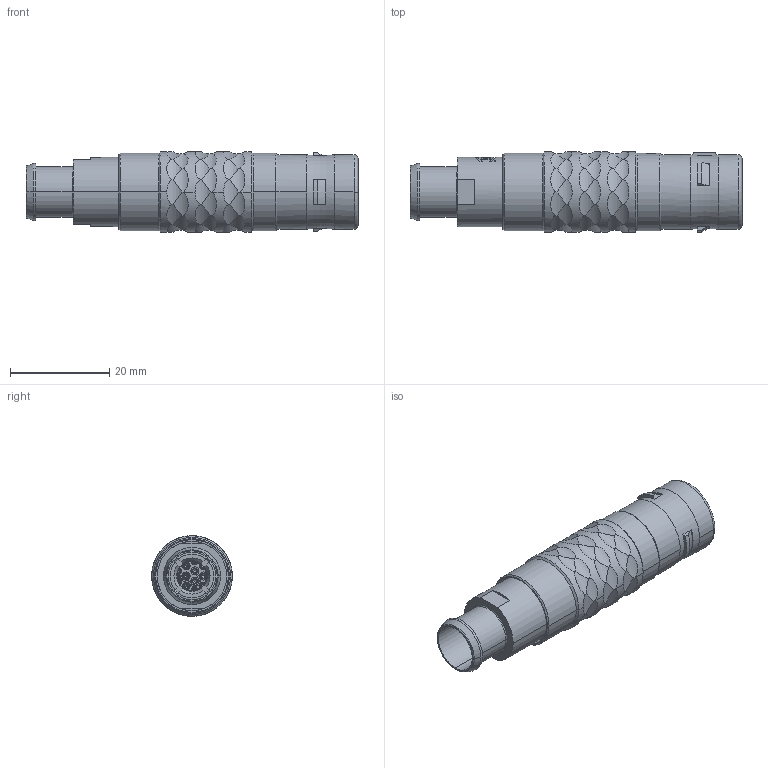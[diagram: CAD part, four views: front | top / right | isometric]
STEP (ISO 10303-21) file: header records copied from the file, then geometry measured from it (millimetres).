
FILE_DESCRIPTION((''),'2;1');
FILE_NAME('Z10226861_TEST_MBKHP_MBKHP','2021-11-08T07:04:18',('MSchildhauer'),(''),'CREO PARAMETRIC BY PTC INC, 2020184','CREO PARAMETRIC BY PTC INC, 2020184','');
FILE_SCHEMA(('AP242_MANAGED_MODEL_BASED_3D_ENGINEERING_MIM_LF { 1 0 10303 442 1 1 4 }'));
Length unit declared in the file: millimetre
Products named in the file (1): Z10226861_TEST_MBKHP_MBKHP
Bounding box: 66.76 x 16.2 x 16.2 mm (x, y, z)
Volume: 7839.1 mm3; surface area: 7482.1 mm2
Topology: 1 solids, 2 shells, 880 faces, 2312 edges, 1426 vertices
Faces by surface type: cylinder 396, cone 187, plane 132, torus 55, bspline 54, sphere 48, extrusion 8
Entity records: 36522 total; most frequent: CARTESIAN_POINT 10597, ORIENTED_EDGE 4470, DIRECTION 4180, EDGE_CURVE 2237, AXIS2_PLACEMENT_3D 1790, VERTEX_POINT 1426, CIRCLE 971, EDGE_LOOP 947
